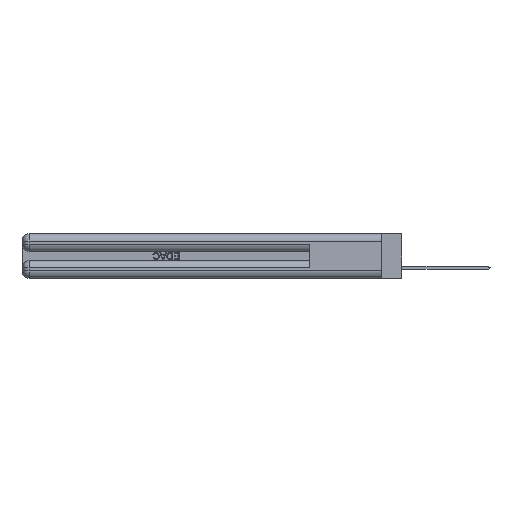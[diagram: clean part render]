
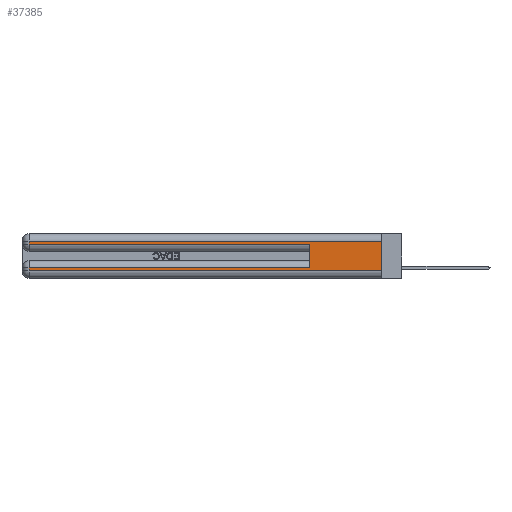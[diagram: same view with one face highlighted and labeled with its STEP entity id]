
A CAD part, left-side view. The second image highlights one B-rep face of the part: STEP entity #37385.
In plain terms, the highlighted planar face has unit normal (-1, 0, 0).
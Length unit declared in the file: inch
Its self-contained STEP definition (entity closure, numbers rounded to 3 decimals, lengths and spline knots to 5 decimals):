
#563 = EDGE_CURVE ( 'NONE', #19012, #48198, #41710, .T. ) ;
#990 = VECTOR ( 'NONE', #15159, 39.37008 ) ;
#1716 = CARTESIAN_POINT ( 'NONE',  ( 0., 0.6, 0.145 ) ) ;
#2140 = DIRECTION ( 'NONE',  ( 1., 0., 0. ) ) ;
#2720 = CARTESIAN_POINT ( 'NONE',  ( 0., 2.94, 0.285 ) ) ;
#6514 = DIRECTION ( 'NONE',  ( 0., 0., -1. ) ) ;
#6531 = CARTESIAN_POINT ( 'NONE',  ( 0., 0., 0.37 ) ) ;
#8078 = VECTOR ( 'NONE', #49050, 39.37008 ) ;
#8837 = VERTEX_POINT ( 'NONE', #47219 ) ;
#9156 = LINE ( 'NONE', #48738, #23188 ) ;
#11926 = VERTEX_POINT ( 'NONE', #19066 ) ;
#13262 = EDGE_LOOP ( 'NONE', ( #26113, #49138, #46333, #26315, #27891, #28385, #32325, #33744 ) ) ;
#14789 = VECTOR ( 'NONE', #28117, 39.37008 ) ;
#15034 = FACE_OUTER_BOUND ( 'NONE', #13262, .T. ) ;
#15081 = VECTOR ( 'NONE', #41644, 39.37008 ) ;
#15159 = DIRECTION ( 'NONE',  ( 0., 0., -1. ) ) ;
#15390 = CARTESIAN_POINT ( 'NONE',  ( 0., 2.94, 0.06 ) ) ;
#17807 = CARTESIAN_POINT ( 'NONE',  ( 0., 0., 0.37 ) ) ;
#17820 = DIRECTION ( 'NONE',  ( 0., 0., -1. ) ) ;
#18312 = LINE ( 'NONE', #6531, #32402 ) ;
#19012 = VERTEX_POINT ( 'NONE', #15390 ) ;
#19066 = CARTESIAN_POINT ( 'NONE',  ( 0., 0., 0.31 ) ) ;
#19937 = DIRECTION ( 'NONE',  ( 0., -1., 0. ) ) ;
#21876 = VERTEX_POINT ( 'NONE', #27298 ) ;
#21883 = VERTEX_POINT ( 'NONE', #47077 ) ;
#22075 = DIRECTION ( 'NONE',  ( 0., 0., -1. ) ) ;
#22665 = LINE ( 'NONE', #31282, #29437 ) ;
#23188 = VECTOR ( 'NONE', #17820, 39.37008 ) ;
#23194 = CARTESIAN_POINT ( 'NONE',  ( 0., 2.94, 0.37 ) ) ;
#23212 = CARTESIAN_POINT ( 'NONE',  ( 0., 2.94, 0.31 ) ) ;
#23643 = CARTESIAN_POINT ( 'NONE',  ( 0., 0., 0.06 ) ) ;
#24735 = EDGE_CURVE ( 'NONE', #21876, #21883, #41082, .T. ) ;
#25392 = EDGE_CURVE ( 'NONE', #11926, #48198, #18312, .T. ) ;
#25464 = EDGE_CURVE ( 'NONE', #21883, #19012, #9156, .T. ) ;
#25796 = LINE ( 'NONE', #1716, #33168 ) ;
#26113 = ORIENTED_EDGE ( 'NONE', *, *, #25392, .F. ) ;
#26315 = ORIENTED_EDGE ( 'NONE', *, *, #42548, .T. ) ;
#27298 = CARTESIAN_POINT ( 'NONE',  ( 0., 0.6, 0.085 ) ) ;
#27891 = ORIENTED_EDGE ( 'NONE', *, *, #47991, .F. ) ;
#28117 = DIRECTION ( 'NONE',  ( 0., -1., 0. ) ) ;
#28385 = ORIENTED_EDGE ( 'NONE', *, *, #24735, .T. ) ;
#29437 = VECTOR ( 'NONE', #19937, 39.37008 ) ;
#30186 = VERTEX_POINT ( 'NONE', #23212 ) ;
#30833 = AXIS2_PLACEMENT_3D ( 'NONE', #17807, #2140, #6514 ) ;
#31282 = CARTESIAN_POINT ( 'NONE',  ( 0., 0., 0.285 ) ) ;
#32325 = ORIENTED_EDGE ( 'NONE', *, *, #25464, .T. ) ;
#32402 = VECTOR ( 'NONE', #22075, 39.37008 ) ;
#33168 = VECTOR ( 'NONE', #33444, 39.37008 ) ;
#33444 = DIRECTION ( 'NONE',  ( 0., 0., 1. ) ) ;
#33744 = ORIENTED_EDGE ( 'NONE', *, *, #563, .T. ) ;
#36905 = EDGE_CURVE ( 'NONE', #11926, #30186, #42615, .T. ) ;
#37385 = ADVANCED_FACE ( 'NONE', ( #15034 ), #41925, .F. ) ;
#37650 = CARTESIAN_POINT ( 'NONE',  ( 0., 0., 0.31 ) ) ;
#38019 = EDGE_CURVE ( 'NONE', #30186, #46245, #46752, .T. ) ;
#41082 = LINE ( 'NONE', #48722, #8078 ) ;
#41644 = DIRECTION ( 'NONE',  ( 0., 1., 0. ) ) ;
#41710 = LINE ( 'NONE', #23643, #14789 ) ;
#41925 = PLANE ( 'NONE',  #30833 ) ;
#42548 = EDGE_CURVE ( 'NONE', #46245, #8837, #22665, .T. ) ;
#42615 = LINE ( 'NONE', #37650, #15081 ) ;
#46245 = VERTEX_POINT ( 'NONE', #2720 ) ;
#46333 = ORIENTED_EDGE ( 'NONE', *, *, #38019, .T. ) ;
#46752 = LINE ( 'NONE', #23194, #990 ) ;
#47077 = CARTESIAN_POINT ( 'NONE',  ( 0., 2.94, 0.085 ) ) ;
#47219 = CARTESIAN_POINT ( 'NONE',  ( 0., 0.6, 0.285 ) ) ;
#47991 = EDGE_CURVE ( 'NONE', #21876, #8837, #25796, .T. ) ;
#48198 = VERTEX_POINT ( 'NONE', #50090 ) ;
#48722 = CARTESIAN_POINT ( 'NONE',  ( 0., 0., 0.085 ) ) ;
#48738 = CARTESIAN_POINT ( 'NONE',  ( 0., 2.94, 0.37 ) ) ;
#49050 = DIRECTION ( 'NONE',  ( 0., 1., 0. ) ) ;
#49138 = ORIENTED_EDGE ( 'NONE', *, *, #36905, .T. ) ;
#50090 = CARTESIAN_POINT ( 'NONE',  ( 0., 0., 0.06 ) ) ;
